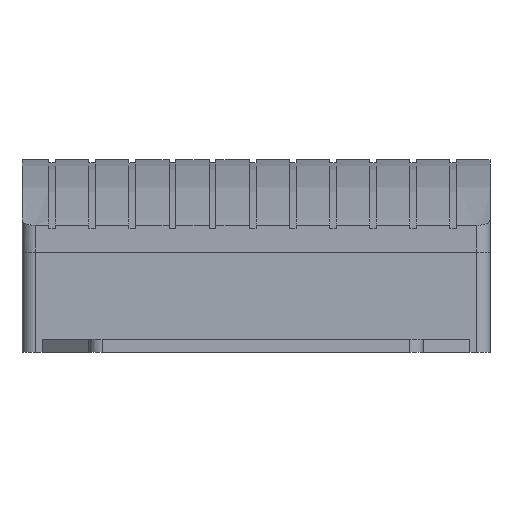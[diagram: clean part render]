
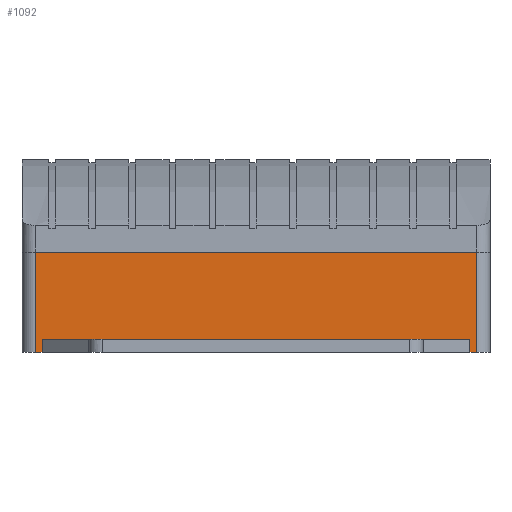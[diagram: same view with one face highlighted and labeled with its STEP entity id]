
A CAD part, front view. The second image highlights one B-rep face of the part: STEP entity #1092.
In plain terms, the highlighted planar face has unit normal (0, -1, 0).
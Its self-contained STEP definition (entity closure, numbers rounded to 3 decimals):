
#761=CARTESIAN_POINT('Vertex',(-32.,-50.,0.)) ;
#764=CARTESIAN_POINT('Line Origine',(-32.5,-50.,0.)) ;
#768=CARTESIAN_POINT('Vertex',(-33.,-50.,0.)) ;
#873=CARTESIAN_POINT('Vertex',(33.,-50.,0.)) ;
#876=CARTESIAN_POINT('Line Origine',(32.5,-50.,0.)) ;
#880=CARTESIAN_POINT('Vertex',(32.,-50.,0.)) ;
#981=CARTESIAN_POINT('Vertex',(32.,-50.,2.)) ;
#984=CARTESIAN_POINT('Line Origine',(0.,-50.,2.)) ;
#988=CARTESIAN_POINT('Vertex',(-32.,-50.,2.)) ;
#1036=CARTESIAN_POINT('Line Origine',(32.,-50.,7.5)) ;
#1053=CARTESIAN_POINT('Axis2P3D Location',(35.,-50.,0.)) ;
#1058=CARTESIAN_POINT('Line Origine',(33.,-50.,7.5)) ;
#1062=CARTESIAN_POINT('Vertex',(33.,-50.,15.)) ;
#1065=CARTESIAN_POINT('Line Origine',(0.,-50.,15.)) ;
#1069=CARTESIAN_POINT('Vertex',(-33.,-50.,15.)) ;
#1072=CARTESIAN_POINT('Line Origine',(-33.,-50.,7.5)) ;
#1077=CARTESIAN_POINT('Line Origine',(-32.,-50.,1.)) ;
#766=VECTOR('Line Direction',#765,1.) ;
#878=VECTOR('Line Direction',#877,1.) ;
#986=VECTOR('Line Direction',#985,1.) ;
#1038=VECTOR('Line Direction',#1037,1.) ;
#1060=VECTOR('Line Direction',#1059,1.) ;
#1067=VECTOR('Line Direction',#1066,1.) ;
#1074=VECTOR('Line Direction',#1073,1.) ;
#1079=VECTOR('Line Direction',#1078,1.) ;
#765=DIRECTION('Vector Direction',(-1.,0.,0.)) ;
#877=DIRECTION('Vector Direction',(-1.,0.,0.)) ;
#985=DIRECTION('Vector Direction',(1.,0.,0.)) ;
#1037=DIRECTION('Vector Direction',(0.,0.,1.)) ;
#1054=DIRECTION('Axis2P3D Direction',(0.,1.,-0.)) ;
#1055=DIRECTION('Axis2P3D XDirection',(-1.,0.,0.)) ;
#1059=DIRECTION('Vector Direction',(0.,0.,1.)) ;
#1066=DIRECTION('Vector Direction',(-1.,0.,0.)) ;
#1073=DIRECTION('Vector Direction',(0.,0.,1.)) ;
#1078=DIRECTION('Vector Direction',(0.,0.,1.)) ;
#1056=AXIS2_PLACEMENT_3D('Plane Axis2P3D',#1053,#1054,#1055) ;
#767=LINE('Line',#764,#766) ;
#879=LINE('Line',#876,#878) ;
#987=LINE('Line',#984,#986) ;
#1039=LINE('Line',#1036,#1038) ;
#1061=LINE('Line',#1058,#1060) ;
#1068=LINE('Line',#1065,#1067) ;
#1075=LINE('Line',#1072,#1074) ;
#1080=LINE('Line',#1077,#1079) ;
#1057=PLANE('',#1056) ;
#770=EDGE_CURVE('',#769,#762,#767,.F.) ;
#882=EDGE_CURVE('',#881,#874,#879,.F.) ;
#990=EDGE_CURVE('',#989,#982,#987,.T.) ;
#1040=EDGE_CURVE('',#982,#881,#1039,.F.) ;
#1064=EDGE_CURVE('',#874,#1063,#1061,.T.) ;
#1071=EDGE_CURVE('',#1070,#1063,#1068,.F.) ;
#1076=EDGE_CURVE('',#769,#1070,#1075,.T.) ;
#1081=EDGE_CURVE('',#989,#762,#1080,.F.) ;
#1082=EDGE_LOOP('',(#1083,#1084,#1085,#1086,#1087,#1088,#1089,#1090)) ;
#1083=ORIENTED_EDGE('',*,*,#990,.T.) ;
#1084=ORIENTED_EDGE('',*,*,#1040,.T.) ;
#1085=ORIENTED_EDGE('',*,*,#882,.T.) ;
#1086=ORIENTED_EDGE('',*,*,#1064,.T.) ;
#1087=ORIENTED_EDGE('',*,*,#1071,.F.) ;
#1088=ORIENTED_EDGE('',*,*,#1076,.F.) ;
#1089=ORIENTED_EDGE('',*,*,#770,.T.) ;
#1090=ORIENTED_EDGE('',*,*,#1081,.F.) ;
#762=VERTEX_POINT('',#761) ;
#769=VERTEX_POINT('',#768) ;
#874=VERTEX_POINT('',#873) ;
#881=VERTEX_POINT('',#880) ;
#982=VERTEX_POINT('',#981) ;
#989=VERTEX_POINT('',#988) ;
#1063=VERTEX_POINT('',#1062) ;
#1070=VERTEX_POINT('',#1069) ;
#1092=ADVANCED_FACE('PartBody',(#1091),#1057,.F.) ;
#1091=FACE_OUTER_BOUND('',#1082,.T.) ;
